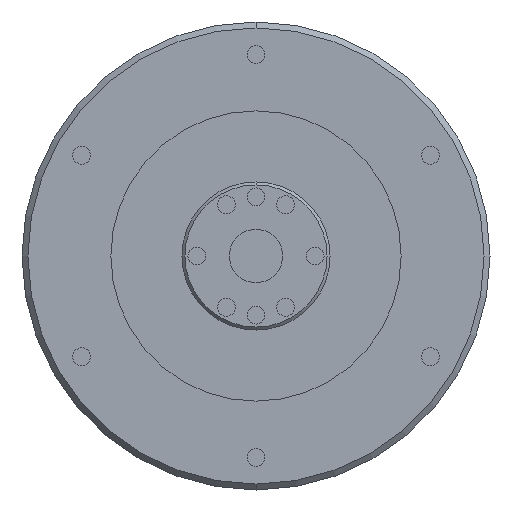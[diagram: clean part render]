
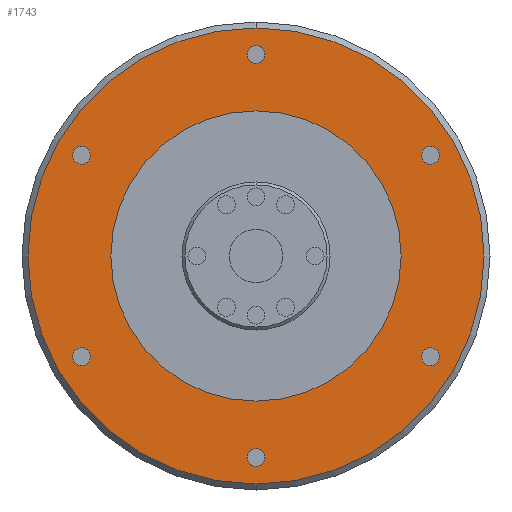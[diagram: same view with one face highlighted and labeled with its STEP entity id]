
A CAD part, left-side view. The second image highlights one B-rep face of the part: STEP entity #1743.
In plain terms, the highlighted planar face has unit normal (-1, 0, 0).
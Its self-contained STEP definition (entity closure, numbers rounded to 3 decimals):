
#73=CARTESIAN_POINT('',(-38.,0.,0.));
#74=DIRECTION('',(-1.,0.,0.));
#75=DIRECTION('',(0.,0.,-1.));
#76=AXIS2_PLACEMENT_3D('',#73,#74,#75);
#78=CARTESIAN_POINT('',(-38.,0.,0.));
#79=DIRECTION('',(1.,0.,0.));
#80=DIRECTION('',(0.,0.,-1.));
#81=AXIS2_PLACEMENT_3D('',#78,#79,#80);
#83=CARTESIAN_POINT('',(-38.,-29.445,-17.));
#84=DIRECTION('',(-1.,0.,0.));
#85=DIRECTION('',(0.,-0.5,0.866));
#86=AXIS2_PLACEMENT_3D('',#83,#84,#85);
#88=CARTESIAN_POINT('',(-38.,-29.445,-17.));
#89=DIRECTION('',(-1.,0.,0.));
#90=DIRECTION('',(0.,0.5,-0.866));
#91=AXIS2_PLACEMENT_3D('',#88,#89,#90);
#93=CARTESIAN_POINT('',(-38.,0.,-34.));
#94=DIRECTION('',(-1.,0.,0.));
#95=DIRECTION('',(0.,-1.,0.));
#96=AXIS2_PLACEMENT_3D('',#93,#94,#95);
#98=CARTESIAN_POINT('',(-38.,0.,-34.));
#99=DIRECTION('',(-1.,0.,0.));
#100=DIRECTION('',(0.,1.,0.));
#101=AXIS2_PLACEMENT_3D('',#98,#99,#100);
#103=CARTESIAN_POINT('',(-38.,29.445,-17.));
#104=DIRECTION('',(-1.,0.,0.));
#105=DIRECTION('',(0.,-0.5,-0.866));
#106=AXIS2_PLACEMENT_3D('',#103,#104,#105);
#108=CARTESIAN_POINT('',(-38.,29.445,-17.));
#109=DIRECTION('',(-1.,0.,0.));
#110=DIRECTION('',(0.,0.5,0.866));
#111=AXIS2_PLACEMENT_3D('',#108,#109,#110);
#113=CARTESIAN_POINT('',(-38.,29.445,17.));
#114=DIRECTION('',(-1.,0.,0.));
#115=DIRECTION('',(0.,0.5,-0.866));
#116=AXIS2_PLACEMENT_3D('',#113,#114,#115);
#118=CARTESIAN_POINT('',(-38.,29.445,17.));
#119=DIRECTION('',(-1.,0.,0.));
#120=DIRECTION('',(0.,-0.5,0.866));
#121=AXIS2_PLACEMENT_3D('',#118,#119,#120);
#123=CARTESIAN_POINT('',(-38.,0.,34.));
#124=DIRECTION('',(-1.,0.,0.));
#125=DIRECTION('',(0.,1.,0.));
#126=AXIS2_PLACEMENT_3D('',#123,#124,#125);
#128=CARTESIAN_POINT('',(-38.,0.,34.));
#129=DIRECTION('',(-1.,0.,0.));
#130=DIRECTION('',(0.,-1.,0.));
#131=AXIS2_PLACEMENT_3D('',#128,#129,#130);
#133=CARTESIAN_POINT('',(-38.,-29.445,17.));
#134=DIRECTION('',(-1.,0.,0.));
#135=DIRECTION('',(0.,0.5,0.866));
#136=AXIS2_PLACEMENT_3D('',#133,#134,#135);
#138=CARTESIAN_POINT('',(-38.,-29.445,17.));
#139=DIRECTION('',(-1.,0.,0.));
#140=DIRECTION('',(0.,-0.5,-0.866));
#141=AXIS2_PLACEMENT_3D('',#138,#139,#140);
#143=CARTESIAN_POINT('',(-38.,0.,0.));
#144=DIRECTION('',(1.,0.,0.));
#145=DIRECTION('',(0.,0.,-1.));
#146=AXIS2_PLACEMENT_3D('',#143,#144,#145);
#156=CARTESIAN_POINT('',(-38.,0.,0.));
#157=DIRECTION('',(-1.,0.,0.));
#158=DIRECTION('',(0.,0.,-1.));
#159=AXIS2_PLACEMENT_3D('',#156,#157,#158);
#1268=CARTESIAN_POINT('',(-38.,0.,-38.5));
#1269=VERTEX_POINT('',#1268);
#1270=CARTESIAN_POINT('',(-38.,0.,-24.5));
#1272=VERTEX_POINT('',#1270);
#1326=CARTESIAN_POINT('',(-38.,0.,38.5));
#1327=VERTEX_POINT('',#1326);
#1328=CARTESIAN_POINT('',(-38.,0.,24.5));
#1330=VERTEX_POINT('',#1328);
#1462=CARTESIAN_POINT('',(-38.,-30.195,
-15.701));
#1463=CARTESIAN_POINT('',(-38.,-28.695,
-18.299));
#1464=VERTEX_POINT('',#1462);
#1465=VERTEX_POINT('',#1463);
#1470=CARTESIAN_POINT('',(-38.,-1.5,-34.));
#1471=CARTESIAN_POINT('',(-38.,1.5,-34.));
#1472=VERTEX_POINT('',#1470);
#1473=VERTEX_POINT('',#1471);
#1478=CARTESIAN_POINT('',(-38.,28.695,
-18.299));
#1479=CARTESIAN_POINT('',(-38.,30.195,
-15.701));
#1480=VERTEX_POINT('',#1478);
#1481=VERTEX_POINT('',#1479);
#1486=CARTESIAN_POINT('',(-38.,30.195,15.701));
#1487=CARTESIAN_POINT('',(-38.,28.695,18.299));
#1488=VERTEX_POINT('',#1486);
#1489=VERTEX_POINT('',#1487);
#1494=CARTESIAN_POINT('',(-38.,1.5,34.));
#1495=CARTESIAN_POINT('',(-38.,-1.5,34.));
#1496=VERTEX_POINT('',#1494);
#1497=VERTEX_POINT('',#1495);
#1502=CARTESIAN_POINT('',(-38.,-28.695,
18.299));
#1503=CARTESIAN_POINT('',(-38.,-30.195,
15.701));
#1504=VERTEX_POINT('',#1502);
#1505=VERTEX_POINT('',#1503);
#1692=CARTESIAN_POINT('',(-38.,0.,0.));
#1693=DIRECTION('',(1.,0.,0.));
#1694=DIRECTION('',(0.,0.,1.));
#1695=AXIS2_PLACEMENT_3D('',#1692,#1693,#1694);
#1696=PLANE('',#1695);
#1697=ORIENTED_EDGE('',*,*,#1671,.F.);
#1698=ORIENTED_EDGE('',*,*,#1687,.T.);
#1699=EDGE_LOOP('',(#1697,#1698));
#1700=FACE_OUTER_BOUND('',#1699,.F.);
#1702=ORIENTED_EDGE('',*,*,#1701,.F.);
#1704=ORIENTED_EDGE('',*,*,#1703,.T.);
#1705=EDGE_LOOP('',(#1702,#1704));
#1706=FACE_BOUND('',#1705,.F.);
#1708=ORIENTED_EDGE('',*,*,#1707,.T.);
#1710=ORIENTED_EDGE('',*,*,#1709,.T.);
#1711=EDGE_LOOP('',(#1708,#1710));
#1712=FACE_BOUND('',#1711,.F.);
#1714=ORIENTED_EDGE('',*,*,#1713,.T.);
#1716=ORIENTED_EDGE('',*,*,#1715,.T.);
#1717=EDGE_LOOP('',(#1714,#1716));
#1718=FACE_BOUND('',#1717,.F.);
#1720=ORIENTED_EDGE('',*,*,#1719,.T.);
#1722=ORIENTED_EDGE('',*,*,#1721,.T.);
#1723=EDGE_LOOP('',(#1720,#1722));
#1724=FACE_BOUND('',#1723,.F.);
#1726=ORIENTED_EDGE('',*,*,#1725,.T.);
#1728=ORIENTED_EDGE('',*,*,#1727,.T.);
#1729=EDGE_LOOP('',(#1726,#1728));
#1730=FACE_BOUND('',#1729,.F.);
#1732=ORIENTED_EDGE('',*,*,#1731,.T.);
#1734=ORIENTED_EDGE('',*,*,#1733,.T.);
#1735=EDGE_LOOP('',(#1732,#1734));
#1736=FACE_BOUND('',#1735,.F.);
#1738=ORIENTED_EDGE('',*,*,#1737,.T.);
#1740=ORIENTED_EDGE('',*,*,#1739,.T.);
#1741=EDGE_LOOP('',(#1738,#1740));
#1742=FACE_BOUND('',#1741,.F.);
#77=CIRCLE('',#76,38.5);
#82=CIRCLE('',#81,38.5);
#87=CIRCLE('',#86,1.5);
#92=CIRCLE('',#91,1.5);
#97=CIRCLE('',#96,1.5);
#102=CIRCLE('',#101,1.5);
#107=CIRCLE('',#106,1.5);
#112=CIRCLE('',#111,1.5);
#117=CIRCLE('',#116,1.5);
#122=CIRCLE('',#121,1.5);
#127=CIRCLE('',#126,1.5);
#132=CIRCLE('',#131,1.5);
#137=CIRCLE('',#136,1.5);
#142=CIRCLE('',#141,1.5);
#147=CIRCLE('',#146,24.5);
#160=CIRCLE('',#159,24.5);
#1671=EDGE_CURVE('',#1269,#1327,#77,.T.);
#1687=EDGE_CURVE('',#1269,#1327,#82,.T.);
#1701=EDGE_CURVE('',#1272,#1330,#147,.T.);
#1703=EDGE_CURVE('',#1272,#1330,#160,.T.);
#1707=EDGE_CURVE('',#1464,#1465,#87,.T.);
#1709=EDGE_CURVE('',#1465,#1464,#92,.T.);
#1713=EDGE_CURVE('',#1472,#1473,#97,.T.);
#1715=EDGE_CURVE('',#1473,#1472,#102,.T.);
#1719=EDGE_CURVE('',#1480,#1481,#107,.T.);
#1721=EDGE_CURVE('',#1481,#1480,#112,.T.);
#1725=EDGE_CURVE('',#1488,#1489,#117,.T.);
#1727=EDGE_CURVE('',#1489,#1488,#122,.T.);
#1731=EDGE_CURVE('',#1496,#1497,#127,.T.);
#1733=EDGE_CURVE('',#1497,#1496,#132,.T.);
#1737=EDGE_CURVE('',#1504,#1505,#137,.T.);
#1739=EDGE_CURVE('',#1505,#1504,#142,.T.);
#1743=ADVANCED_FACE('',(#1700,#1706,#1712,#1718,#1724,#1730,#1736,#1742),#1696,
.F.);
